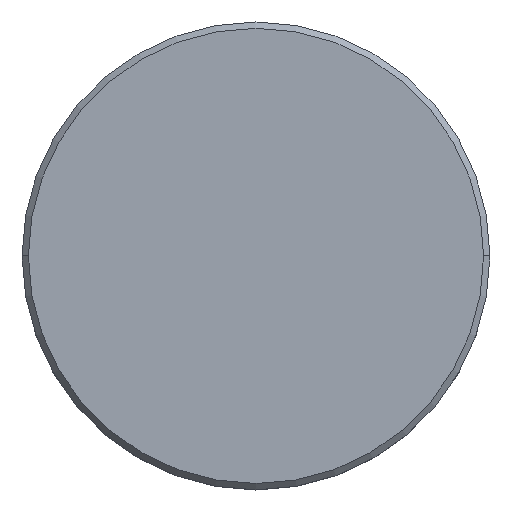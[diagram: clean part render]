
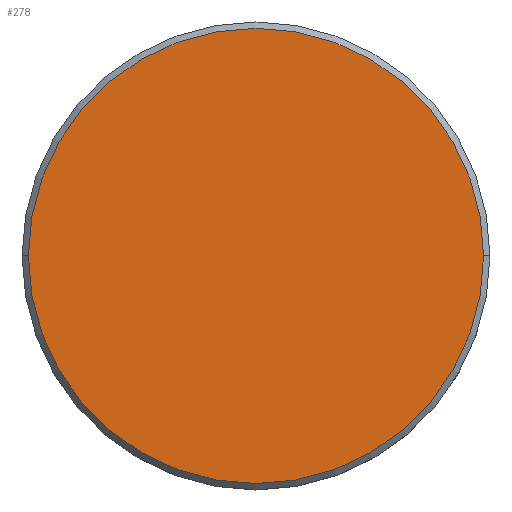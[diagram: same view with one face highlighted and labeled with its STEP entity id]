
A CAD part, top view. The second image highlights one B-rep face of the part: STEP entity #278.
In plain terms, the highlighted planar face has unit normal (0, 0, 1).
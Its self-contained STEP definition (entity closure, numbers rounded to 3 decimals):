
#85 = CARTESIAN_POINT ( 'NONE',  ( 18., 0., 0. ) ) ;
#87 = EDGE_CURVE ( 'NONE', #312, #238, #222, .T. ) ;
#89 = DIRECTION ( 'NONE',  ( 1., 0., 0. ) ) ;
#108 = AXIS2_PLACEMENT_3D ( 'NONE', #236, #187, #89 ) ;
#115 = PLANE ( 'NONE',  #108 ) ;
#125 = CARTESIAN_POINT ( 'NONE',  ( 0., 0., 0. ) ) ;
#126 = DIRECTION ( 'NONE',  ( 0., 0., 1. ) ) ;
#134 = DIRECTION ( 'NONE',  ( 1., 0., 0. ) ) ;
#148 = FACE_OUTER_BOUND ( 'NONE', #230, .T. ) ;
#187 = DIRECTION ( 'NONE',  ( 0., 0., 1. ) ) ;
#203 = ORIENTED_EDGE ( 'NONE', *, *, #288, .T. ) ;
#211 = ORIENTED_EDGE ( 'NONE', *, *, #87, .T. ) ;
#215 = CARTESIAN_POINT ( 'NONE',  ( 0., 0., 0. ) ) ;
#219 = DIRECTION ( 'NONE',  ( 0., 0., 1. ) ) ;
#222 = CIRCLE ( 'NONE', #396, 18. ) ;
#230 = EDGE_LOOP ( 'NONE', ( #211, #203 ) ) ;
#236 = CARTESIAN_POINT ( 'NONE',  ( 0., 0., 0. ) ) ;
#238 = VERTEX_POINT ( 'NONE', #85 ) ;
#245 = DIRECTION ( 'NONE',  ( 1., 0., 0. ) ) ;
#249 = AXIS2_PLACEMENT_3D ( 'NONE', #125, #219, #245 ) ;
#278 = ADVANCED_FACE ( 'NONE', ( #148 ), #115, .T. ) ;
#288 = EDGE_CURVE ( 'NONE', #238, #312, #299, .T. ) ;
#299 = CIRCLE ( 'NONE', #249, 18. ) ;
#312 = VERTEX_POINT ( 'NONE', #378 ) ;
#378 = CARTESIAN_POINT ( 'NONE',  ( -18., 0., 0. ) ) ;
#396 = AXIS2_PLACEMENT_3D ( 'NONE', #215, #126, #134 ) ;
